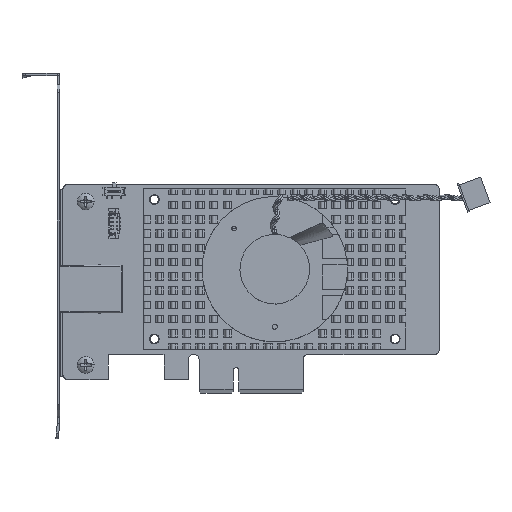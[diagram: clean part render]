
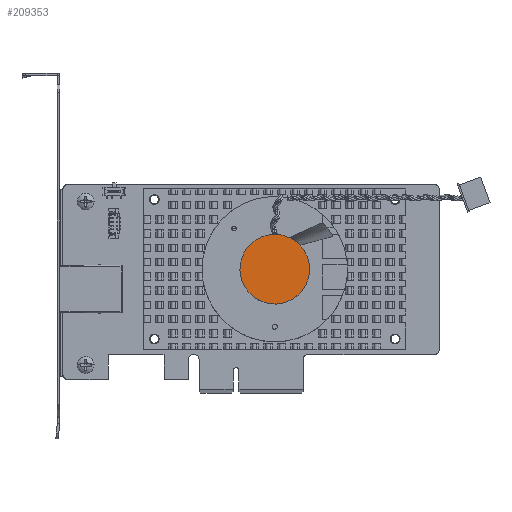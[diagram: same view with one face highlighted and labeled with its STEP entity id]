
A CAD part, top view. The second image highlights one B-rep face of the part: STEP entity #209353.
In plain terms, the highlighted planar face has unit normal (0, 0, 1).
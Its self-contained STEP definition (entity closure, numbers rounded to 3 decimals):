
#208866=CARTESIAN_POINT('',(12.75,-28.,
15.15));
#208867=DIRECTION('',(0.,0.,-1.));
#208868=DIRECTION('',(0.999,0.036,0.));
#208869=AXIS2_PLACEMENT_3D('',#208866,#208867,#208868);
#208874=CARTESIAN_POINT('',(12.75,-28.,
15.15));
#208875=DIRECTION('',(0.,0.,-1.));
#208876=DIRECTION('',(-0.999,-0.036,0.));
#208877=AXIS2_PLACEMENT_3D('',#208874,#208875,#208876);
#209194=CARTESIAN_POINT('',(1.258,-28.418,
15.15));
#209195=VERTEX_POINT('',#209194);
#209196=CARTESIAN_POINT('',(24.242,-27.582,
15.15));
#209197=VERTEX_POINT('',#209196);
#209344=CARTESIAN_POINT('',(12.75,-28.,
15.15));
#209345=DIRECTION('',(0.,0.,-1.));
#209346=DIRECTION('',(-0.036,0.999,0.));
#209347=AXIS2_PLACEMENT_3D('',#209344,#209345,#209346);
#209348=PLANE('',#209347);
#209349=ORIENTED_EDGE('',*,*,#209301,.T.);
#209350=ORIENTED_EDGE('',*,*,#209322,.T.);
#209351=EDGE_LOOP('',(#209349,#209350));
#209352=FACE_OUTER_BOUND('',#209351,.F.);
#209353=ADVANCED_FACE('',(#209352),#209348,.F.);
#208870=CIRCLE('',#208869,11.5);
#208878=CIRCLE('',#208877,11.5);
#209301=EDGE_CURVE('',#209197,#209195,#208870,.T.);
#209322=EDGE_CURVE('',#209195,#209197,#208878,.T.);
